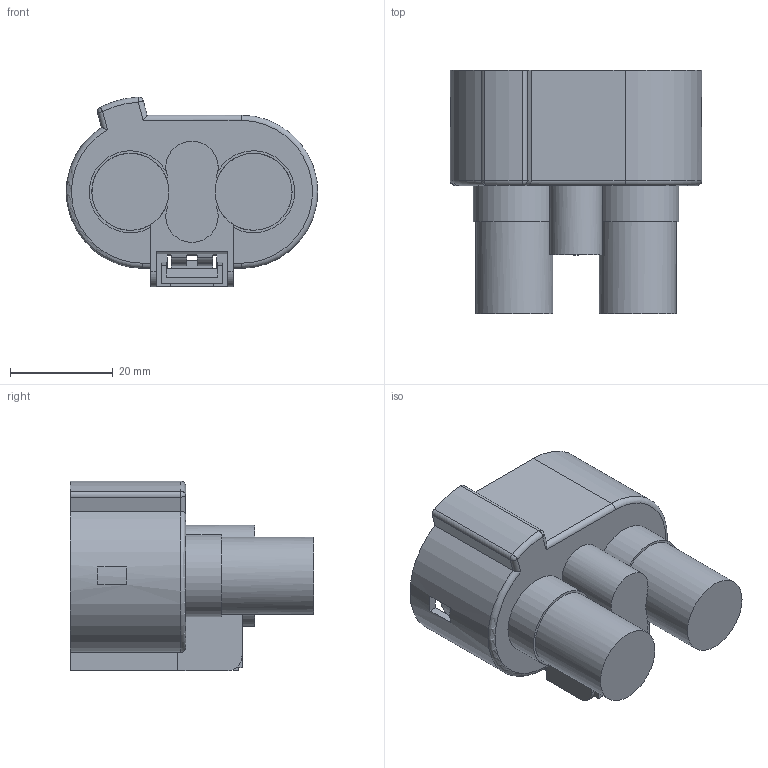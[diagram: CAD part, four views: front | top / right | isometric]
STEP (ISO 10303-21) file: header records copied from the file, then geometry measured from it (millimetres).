
FILE_DESCRIPTION(/* description */ (''),/* implementation_level */ '2;1');
FILE_NAME(/* name */ '10864104-ENV10_01-CONN.stp',/* time_stamp */ '2024-01-05T14:50:14+08:00',/* author */ (''),/* organization */ (''),/* preprocessor_version */ 'ST-DEVELOPER v16',/* originating_system */ 'SIEMENS PLM Software NX 11.0',/* authorisation */ '');
FILE_SCHEMA (('AUTOMOTIVE_DESIGN { 1 0 10303 214 3 1 1 1 }'));
Length unit declared in the file: millimetre
Products named in the file (1): 10864104-ENV10_01-CONN
Bounding box: 48.99 x 47.5 x 37.02 mm (x, y, z)
Volume: 33317.2 mm3; surface area: 14724.6 mm2
Topology: 1 solids, 1 shells, 187 faces, 509 edges, 329 vertices
Faces by surface type: plane 129, cylinder 40, cone 13, torus 3, sphere 2
Full cylindrical faces by diameter (mm): 15 x2
Entity records: 5884 total; most frequent: CARTESIAN_POINT 1050, ORIENTED_EDGE 1010, DIRECTION 986, EDGE_CURVE 505, LINE 388, VECTOR 388, VERTEX_POINT 327, AXIS2_PLACEMENT_3D 299
